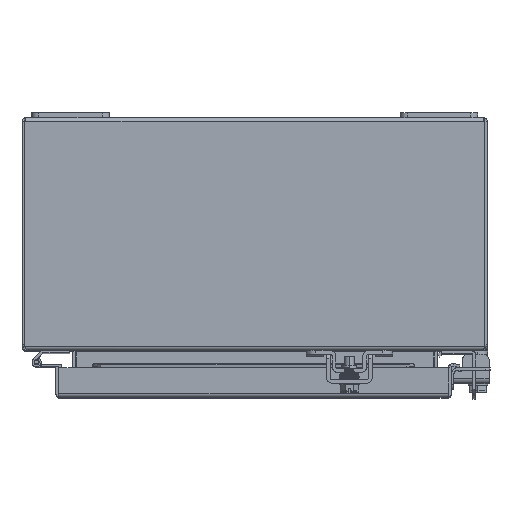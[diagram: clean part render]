
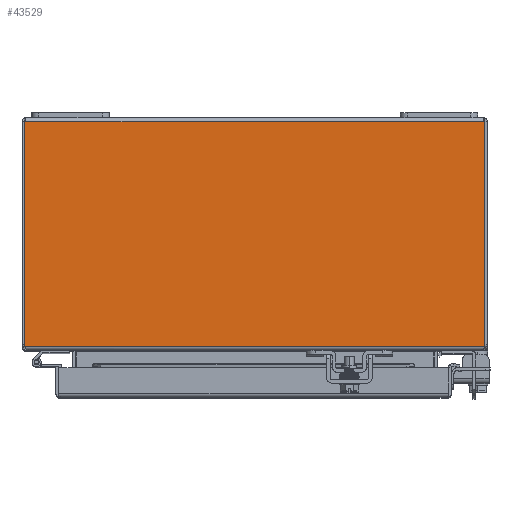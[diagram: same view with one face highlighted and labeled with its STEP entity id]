
A CAD part, top view. The second image highlights one B-rep face of the part: STEP entity #43529.
In plain terms, the highlighted planar face has unit normal (0, 0, 1).
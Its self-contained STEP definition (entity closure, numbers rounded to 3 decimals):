
#137 = ORIENTED_EDGE ( 'NONE', *, *, #39986, .F. ) ;
#926 = LINE ( 'NONE', #41752, #3101 ) ;
#983 = VERTEX_POINT ( 'NONE', #32869 ) ;
#3101 = VECTOR ( 'NONE', #33743, 39.37 ) ;
#3521 = DIRECTION ( 'NONE',  ( 0., 0., -1. ) ) ;
#3573 = VERTEX_POINT ( 'NONE', #5883 ) ;
#3602 = CARTESIAN_POINT ( 'NONE',  ( -5.892, -0.108, 8. ) ) ;
#3744 = EDGE_CURVE ( 'NONE', #3573, #983, #9351, .T. ) ;
#4225 = CARTESIAN_POINT ( 'NONE',  ( -5.922, -5.892, 8. ) ) ;
#5723 = ORIENTED_EDGE ( 'NONE', *, *, #14272, .F. ) ;
#5883 = CARTESIAN_POINT ( 'NONE',  ( 5.928, -0.108, 8. ) ) ;
#6991 = DIRECTION ( 'NONE',  ( -1., 0., 0. ) ) ;
#7257 = CARTESIAN_POINT ( 'NONE',  ( 41.406, 0., 8. ) ) ;
#7847 = VECTOR ( 'NONE', #12117, 39.37 ) ;
#8865 = AXIS2_PLACEMENT_3D ( 'NONE', #46063, #50580, #14566 ) ;
#9351 = LINE ( 'NONE', #25368, #49993 ) ;
#9723 = CARTESIAN_POINT ( 'NONE',  ( 5.922, -5.892, 8. ) ) ;
#11073 = ORIENTED_EDGE ( 'NONE', *, *, #3744, .F. ) ;
#12117 = DIRECTION ( 'NONE',  ( 1., 0., 0. ) ) ;
#14272 = EDGE_CURVE ( 'NONE', #26410, #50509, #25062, .T. ) ;
#14566 = DIRECTION ( 'NONE',  ( -1., 0., 0. ) ) ;
#15258 = FACE_OUTER_BOUND ( 'NONE', #48033, .T. ) ;
#15986 = VECTOR ( 'NONE', #46212, 39.37 ) ;
#16260 = ORIENTED_EDGE ( 'NONE', *, *, #28774, .F. ) ;
#20121 = DIRECTION ( 'NONE',  ( 0., 0., -1. ) ) ;
#20727 = AXIS2_PLACEMENT_3D ( 'NONE', #7257, #3521, #6991 ) ;
#20814 = ORIENTED_EDGE ( 'NONE', *, *, #37420, .F. ) ;
#21873 = CIRCLE ( 'NONE', #48293, 0.1 ) ;
#22386 = CARTESIAN_POINT ( 'NONE',  ( -5.928, -5.859, 8. ) ) ;
#25062 = CIRCLE ( 'NONE', #8865, 0.1 ) ;
#25117 = VERTEX_POINT ( 'NONE', #9723 ) ;
#25368 = CARTESIAN_POINT ( 'NONE',  ( 5.928, 0., 8. ) ) ;
#26410 = VERTEX_POINT ( 'NONE', #4225 ) ;
#28774 = EDGE_CURVE ( 'NONE', #983, #25117, #21873, .T. ) ;
#29942 = CARTESIAN_POINT ( 'NONE',  ( -5.928, 0., 8. ) ) ;
#31324 = CARTESIAN_POINT ( 'NONE',  ( 5.828, -5.859, 8. ) ) ;
#31609 = LINE ( 'NONE', #3602, #7847 ) ;
#32869 = CARTESIAN_POINT ( 'NONE',  ( 5.928, -5.859, 8. ) ) ;
#33743 = DIRECTION ( 'NONE',  ( -1., 0., 0. ) ) ;
#35433 = EDGE_CURVE ( 'NONE', #25117, #26410, #926, .T. ) ;
#37420 = EDGE_CURVE ( 'NONE', #50509, #41641, #45163, .T. ) ;
#39986 = EDGE_CURVE ( 'NONE', #41641, #3573, #31609, .T. ) ;
#41641 = VERTEX_POINT ( 'NONE', #47955 ) ;
#41658 = DIRECTION ( 'NONE',  ( 0., -1., 0. ) ) ;
#41752 = CARTESIAN_POINT ( 'NONE',  ( 41.406, -5.892, 8. ) ) ;
#43529 = ADVANCED_FACE ( 'NONE', ( #15258 ), #47271, .F. ) ;
#45163 = LINE ( 'NONE', #29942, #15986 ) ;
#46063 = CARTESIAN_POINT ( 'NONE',  ( -5.828, -5.859, 8. ) ) ;
#46212 = DIRECTION ( 'NONE',  ( 0., 1., 0. ) ) ;
#47271 = PLANE ( 'NONE',  #20727 ) ;
#47955 = CARTESIAN_POINT ( 'NONE',  ( -5.928, -0.108, 8. ) ) ;
#48033 = EDGE_LOOP ( 'NONE', ( #16260, #11073, #137, #20814, #5723, #49207 ) ) ;
#48293 = AXIS2_PLACEMENT_3D ( 'NONE', #31324, #20121, #52645 ) ;
#49207 = ORIENTED_EDGE ( 'NONE', *, *, #35433, .F. ) ;
#49993 = VECTOR ( 'NONE', #41658, 39.37 ) ;
#50509 = VERTEX_POINT ( 'NONE', #22386 ) ;
#50580 = DIRECTION ( 'NONE',  ( 0., 0., -1. ) ) ;
#52645 = DIRECTION ( 'NONE',  ( 1., 0., 0. ) ) ;
